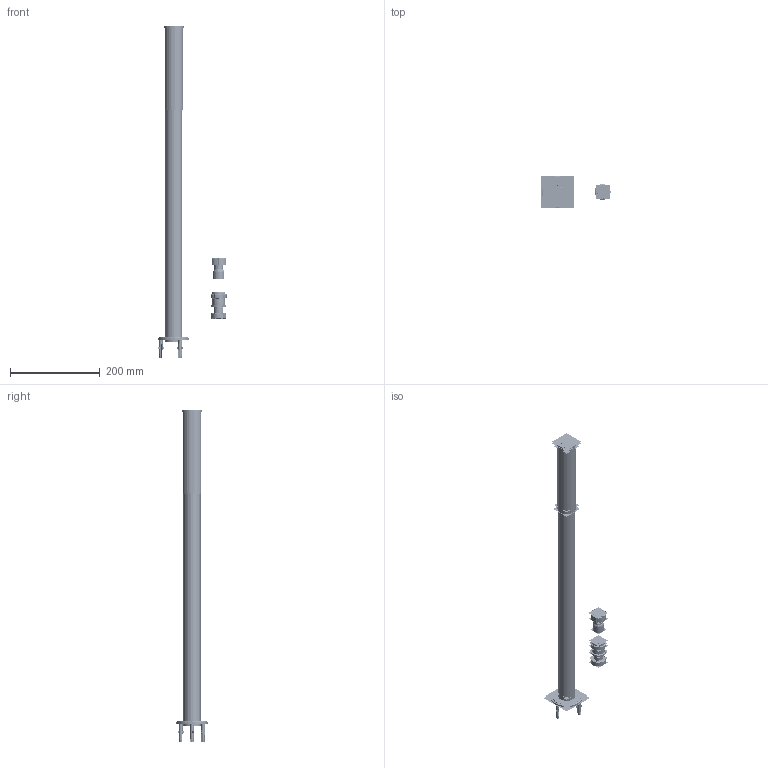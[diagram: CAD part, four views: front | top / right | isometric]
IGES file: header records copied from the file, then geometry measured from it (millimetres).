
Start section:  PTC IGES file: zptu-22222_asm.igs
Global section: file name: zptu-22222_asm.igs; native system: Pro/ENGINEER by Parametric Technology Corporation; preprocessor: 2009210; author: Administrator; organization: Unknown; date: 20140913.155018; units: millimetre
Bounding box: 154.16 x 72.86 x 739.35 mm (x, y, z)
Volume: 140437.9 mm3; surface area: 1255987.1 mm2
Topology: 19 solids, 19 shells, 1586 faces, 8186 edges, 10381 vertices
Faces by surface type: revolution 886, bspline 700
